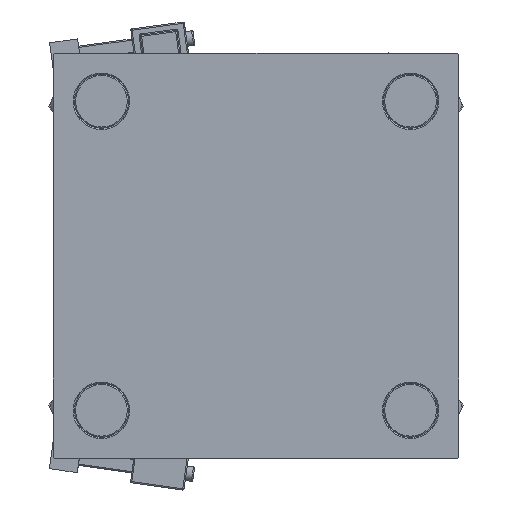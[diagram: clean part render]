
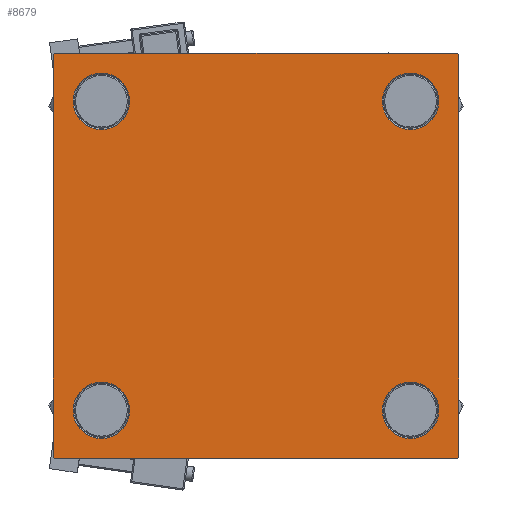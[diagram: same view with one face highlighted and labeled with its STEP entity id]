
A CAD part, left-side view. The second image highlights one B-rep face of the part: STEP entity #8679.
In plain terms, the highlighted planar face has unit normal (-1, 0, 0).
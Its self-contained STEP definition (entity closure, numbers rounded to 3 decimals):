
#446 = CARTESIAN_POINT ( 'NONE',  ( 0., 62.95, 62.95 ) ) ;
#524 = DIRECTION ( 'NONE',  ( 1., 0., 0. ) ) ;
#1143 = CARTESIAN_POINT ( 'NONE',  ( 0., -82.25, 82.25 ) ) ;
#1593 = AXIS2_PLACEMENT_3D ( 'NONE', #446, #12421, #4688 ) ;
#1812 = VERTEX_POINT ( 'NONE', #3950 ) ;
#2120 = LINE ( 'NONE', #18883, #21644 ) ;
#2128 = CARTESIAN_POINT ( 'NONE',  ( 0., 82., 82.5 ) ) ;
#2278 = CARTESIAN_POINT ( 'NONE',  ( 0., 82.25, 82.25 ) ) ;
#3121 = DIRECTION ( 'NONE',  ( 0., 0., -1. ) ) ;
#3365 = AXIS2_PLACEMENT_3D ( 'NONE', #33850, #46373, #33330 ) ;
#3716 = PLANE ( 'NONE',  #51182 ) ;
#3903 = AXIS2_PLACEMENT_3D ( 'NONE', #36082, #10804, #19060 ) ;
#3950 = CARTESIAN_POINT ( 'NONE',  ( 0., -82.5, -82. ) ) ;
#3979 = CARTESIAN_POINT ( 'NONE',  ( 0., 0., 0. ) ) ;
#4064 = EDGE_CURVE ( 'NONE', #51199, #34116, #30579, .T. ) ;
#4075 = ORIENTED_EDGE ( 'NONE', *, *, #4064, .T. ) ;
#4688 = DIRECTION ( 'NONE',  ( 0., 0., 1. ) ) ;
#4748 = ORIENTED_EDGE ( 'NONE', *, *, #27220, .T. ) ;
#4918 = LINE ( 'NONE', #45679, #7618 ) ;
#5007 = ORIENTED_EDGE ( 'NONE', *, *, #38563, .T. ) ;
#5130 = ORIENTED_EDGE ( 'NONE', *, *, #38291, .F. ) ;
#6197 = AXIS2_PLACEMENT_3D ( 'NONE', #50873, #34632, #43424 ) ;
#6918 = FACE_BOUND ( 'NONE', #32542, .T. ) ;
#6999 = VECTOR ( 'NONE', #18010, 1000. ) ;
#7179 = CARTESIAN_POINT ( 'NONE',  ( 0., -62.95, 62.95 ) ) ;
#7618 = VECTOR ( 'NONE', #25699, 1000. ) ;
#8405 = CARTESIAN_POINT ( 'NONE',  ( 0., 62.95, -62.95 ) ) ;
#8557 = EDGE_LOOP ( 'NONE', ( #4748, #40062 ) ) ;
#8578 = DIRECTION ( 'NONE',  ( 0., 0., 1. ) ) ;
#8646 = EDGE_LOOP ( 'NONE', ( #23236, #29625 ) ) ;
#8679 = ADVANCED_FACE ( 'NONE', ( #6918, #23964, #27956, #27167, #15432 ), #3716, .T. ) ;
#9611 = AXIS2_PLACEMENT_3D ( 'NONE', #25550, #524, #28748 ) ;
#10084 = ORIENTED_EDGE ( 'NONE', *, *, #45622, .T. ) ;
#10333 = VERTEX_POINT ( 'NONE', #21372 ) ;
#10546 = LINE ( 'NONE', #2278, #6999 ) ;
#10804 = DIRECTION ( 'NONE',  ( 1., 0., 0. ) ) ;
#11466 = VERTEX_POINT ( 'NONE', #23017 ) ;
#11477 = CARTESIAN_POINT ( 'NONE',  ( 0., 62.95, 51.45 ) ) ;
#11751 = EDGE_CURVE ( 'NONE', #32280, #49117, #34159, .T. ) ;
#12421 = DIRECTION ( 'NONE',  ( 1., 0., 0. ) ) ;
#12987 = EDGE_LOOP ( 'NONE', ( #40208, #35150, #47376, #36797, #5130, #5007, #40462, #34965 ) ) ;
#13120 = LINE ( 'NONE', #1143, #13549 ) ;
#13154 = EDGE_CURVE ( 'NONE', #49117, #1812, #44564, .T. ) ;
#13549 = VECTOR ( 'NONE', #29102, 1000. ) ;
#13763 = CARTESIAN_POINT ( 'NONE',  ( 0., 82.5, 82. ) ) ;
#14358 = DIRECTION ( 'NONE',  ( 0., -0.707, -0.707 ) ) ;
#14959 = AXIS2_PLACEMENT_3D ( 'NONE', #32558, #48799, #8578 ) ;
#15168 = DIRECTION ( 'NONE',  ( 0., 0., 1. ) ) ;
#15432 = FACE_OUTER_BOUND ( 'NONE', #12987, .T. ) ;
#15532 = LINE ( 'NONE', #48545, #32258 ) ;
#15946 = DIRECTION ( 'NONE',  ( -1., 0., 0. ) ) ;
#16829 = CARTESIAN_POINT ( 'NONE',  ( 0., -62.95, 51.45 ) ) ;
#17154 = VECTOR ( 'NONE', #47647, 1000. ) ;
#18010 = DIRECTION ( 'NONE',  ( 0., 0.707, -0.707 ) ) ;
#18883 = CARTESIAN_POINT ( 'NONE',  ( 0., 82.25, -82.25 ) ) ;
#19060 = DIRECTION ( 'NONE',  ( 0., 0., 1. ) ) ;
#20504 = ORIENTED_EDGE ( 'NONE', *, *, #26922, .T. ) ;
#21087 = VERTEX_POINT ( 'NONE', #21514 ) ;
#21372 = CARTESIAN_POINT ( 'NONE',  ( 0., 62.95, -74.45 ) ) ;
#21514 = CARTESIAN_POINT ( 'NONE',  ( 0., 62.95, 74.45 ) ) ;
#21644 = VECTOR ( 'NONE', #14358, 1000. ) ;
#22233 = EDGE_CURVE ( 'NONE', #40324, #32280, #2120, .T. ) ;
#23017 = CARTESIAN_POINT ( 'NONE',  ( 0., 62.95, -51.45 ) ) ;
#23165 = DIRECTION ( 'NONE',  ( 0., 0., 1. ) ) ;
#23236 = ORIENTED_EDGE ( 'NONE', *, *, #46993, .T. ) ;
#23256 = VERTEX_POINT ( 'NONE', #2128 ) ;
#23964 = FACE_BOUND ( 'NONE', #47746, .T. ) ;
#25194 = DIRECTION ( 'NONE',  ( 1., 0., 0. ) ) ;
#25550 = CARTESIAN_POINT ( 'NONE',  ( 0., -62.95, 62.95 ) ) ;
#25699 = DIRECTION ( 'NONE',  ( 0., 0., -1. ) ) ;
#26922 = EDGE_CURVE ( 'NONE', #34116, #51199, #50701, .T. ) ;
#27167 = FACE_BOUND ( 'NONE', #8557, .T. ) ;
#27220 = EDGE_CURVE ( 'NONE', #21087, #41326, #32842, .T. ) ;
#27529 = DIRECTION ( 'NONE',  ( 0., -0.707, 0.707 ) ) ;
#27956 = FACE_BOUND ( 'NONE', #8646, .T. ) ;
#28300 = CIRCLE ( 'NONE', #36805, 11.5 ) ;
#28748 = DIRECTION ( 'NONE',  ( 0., 0., 1. ) ) ;
#29102 = DIRECTION ( 'NONE',  ( 0., 0.707, 0.707 ) ) ;
#29184 = DIRECTION ( 'NONE',  ( 0., 0., 1. ) ) ;
#29625 = ORIENTED_EDGE ( 'NONE', *, *, #36592, .T. ) ;
#29678 = CIRCLE ( 'NONE', #1593, 11.5 ) ;
#29979 = VECTOR ( 'NONE', #27529, 1000. ) ;
#30579 = CIRCLE ( 'NONE', #3365, 11.5 ) ;
#31406 = CARTESIAN_POINT ( 'NONE',  ( 0., 82.5, -82.5 ) ) ;
#31612 = VECTOR ( 'NONE', #3121, 1000. ) ;
#32258 = VECTOR ( 'NONE', #52279, 1000. ) ;
#32280 = VERTEX_POINT ( 'NONE', #36447 ) ;
#32468 = CARTESIAN_POINT ( 'NONE',  ( 0., -82., -82.5 ) ) ;
#32542 = EDGE_LOOP ( 'NONE', ( #44749, #10084 ) ) ;
#32558 = CARTESIAN_POINT ( 'NONE',  ( 0., 62.95, 62.95 ) ) ;
#32593 = CIRCLE ( 'NONE', #6197, 11.5 ) ;
#32668 = EDGE_CURVE ( 'NONE', #41326, #21087, #29678, .T. ) ;
#32842 = CIRCLE ( 'NONE', #14959, 11.5 ) ;
#33330 = DIRECTION ( 'NONE',  ( 0., 0., 1. ) ) ;
#33850 = CARTESIAN_POINT ( 'NONE',  ( 0., -62.95, -62.95 ) ) ;
#34004 = VERTEX_POINT ( 'NONE', #42900 ) ;
#34116 = VERTEX_POINT ( 'NONE', #40479 ) ;
#34159 = LINE ( 'NONE', #31406, #17154 ) ;
#34489 = CARTESIAN_POINT ( 'NONE',  ( 0., -62.95, -74.45 ) ) ;
#34632 = DIRECTION ( 'NONE',  ( 1., 0., 0. ) ) ;
#34965 = ORIENTED_EDGE ( 'NONE', *, *, #45339, .T. ) ;
#35150 = ORIENTED_EDGE ( 'NONE', *, *, #22233, .T. ) ;
#36082 = CARTESIAN_POINT ( 'NONE',  ( 0., -62.95, -62.95 ) ) ;
#36447 = CARTESIAN_POINT ( 'NONE',  ( 0., 82., -82.5 ) ) ;
#36465 = CIRCLE ( 'NONE', #42454, 11.5 ) ;
#36592 = EDGE_CURVE ( 'NONE', #10333, #11466, #36465, .T. ) ;
#36797 = ORIENTED_EDGE ( 'NONE', *, *, #13154, .T. ) ;
#36805 = AXIS2_PLACEMENT_3D ( 'NONE', #7179, #50415, #23165 ) ;
#38291 = EDGE_CURVE ( 'NONE', #34004, #1812, #4918, .T. ) ;
#38478 = EDGE_CURVE ( 'NONE', #23256, #38590, #15532, .T. ) ;
#38563 = EDGE_CURVE ( 'NONE', #34004, #38590, #13120, .T. ) ;
#38590 = VERTEX_POINT ( 'NONE', #42156 ) ;
#38857 = VERTEX_POINT ( 'NONE', #43327 ) ;
#40062 = ORIENTED_EDGE ( 'NONE', *, *, #32668, .T. ) ;
#40208 = ORIENTED_EDGE ( 'NONE', *, *, #43329, .T. ) ;
#40324 = VERTEX_POINT ( 'NONE', #47103 ) ;
#40462 = ORIENTED_EDGE ( 'NONE', *, *, #38478, .F. ) ;
#40479 = CARTESIAN_POINT ( 'NONE',  ( 0., -62.95, -51.45 ) ) ;
#40563 = CARTESIAN_POINT ( 'NONE',  ( 0., -82.25, -82.25 ) ) ;
#41326 = VERTEX_POINT ( 'NONE', #11477 ) ;
#42156 = CARTESIAN_POINT ( 'NONE',  ( 0., -82., 82.5 ) ) ;
#42454 = AXIS2_PLACEMENT_3D ( 'NONE', #8405, #25194, #29184 ) ;
#42828 = LINE ( 'NONE', #52109, #31612 ) ;
#42900 = CARTESIAN_POINT ( 'NONE',  ( 0., -82.5, 82. ) ) ;
#43327 = CARTESIAN_POINT ( 'NONE',  ( 0., -62.95, 74.45 ) ) ;
#43329 = EDGE_CURVE ( 'NONE', #52449, #40324, #42828, .T. ) ;
#43424 = DIRECTION ( 'NONE',  ( 0., 0., 1. ) ) ;
#44564 = LINE ( 'NONE', #40563, #29979 ) ;
#44749 = ORIENTED_EDGE ( 'NONE', *, *, #47238, .T. ) ;
#45339 = EDGE_CURVE ( 'NONE', #23256, #52449, #10546, .T. ) ;
#45622 = EDGE_CURVE ( 'NONE', #52061, #38857, #28300, .T. ) ;
#45679 = CARTESIAN_POINT ( 'NONE',  ( 0., -82.5, 82.5 ) ) ;
#46373 = DIRECTION ( 'NONE',  ( 1., 0., 0. ) ) ;
#46993 = EDGE_CURVE ( 'NONE', #11466, #10333, #32593, .T. ) ;
#47035 = CIRCLE ( 'NONE', #9611, 11.5 ) ;
#47103 = CARTESIAN_POINT ( 'NONE',  ( 0., 82.5, -82. ) ) ;
#47238 = EDGE_CURVE ( 'NONE', #38857, #52061, #47035, .T. ) ;
#47376 = ORIENTED_EDGE ( 'NONE', *, *, #11751, .T. ) ;
#47647 = DIRECTION ( 'NONE',  ( 0., -1., 0. ) ) ;
#47746 = EDGE_LOOP ( 'NONE', ( #20504, #4075 ) ) ;
#48545 = CARTESIAN_POINT ( 'NONE',  ( 0., 82.5, 82.5 ) ) ;
#48799 = DIRECTION ( 'NONE',  ( 1., 0., 0. ) ) ;
#49117 = VERTEX_POINT ( 'NONE', #32468 ) ;
#50415 = DIRECTION ( 'NONE',  ( 1., 0., 0. ) ) ;
#50701 = CIRCLE ( 'NONE', #3903, 11.5 ) ;
#50873 = CARTESIAN_POINT ( 'NONE',  ( 0., 62.95, -62.95 ) ) ;
#51182 = AXIS2_PLACEMENT_3D ( 'NONE', #3979, #15946, #15168 ) ;
#51199 = VERTEX_POINT ( 'NONE', #34489 ) ;
#52061 = VERTEX_POINT ( 'NONE', #16829 ) ;
#52109 = CARTESIAN_POINT ( 'NONE',  ( 0., 82.5, 82.5 ) ) ;
#52279 = DIRECTION ( 'NONE',  ( 0., -1., 0. ) ) ;
#52449 = VERTEX_POINT ( 'NONE', #13763 ) ;
